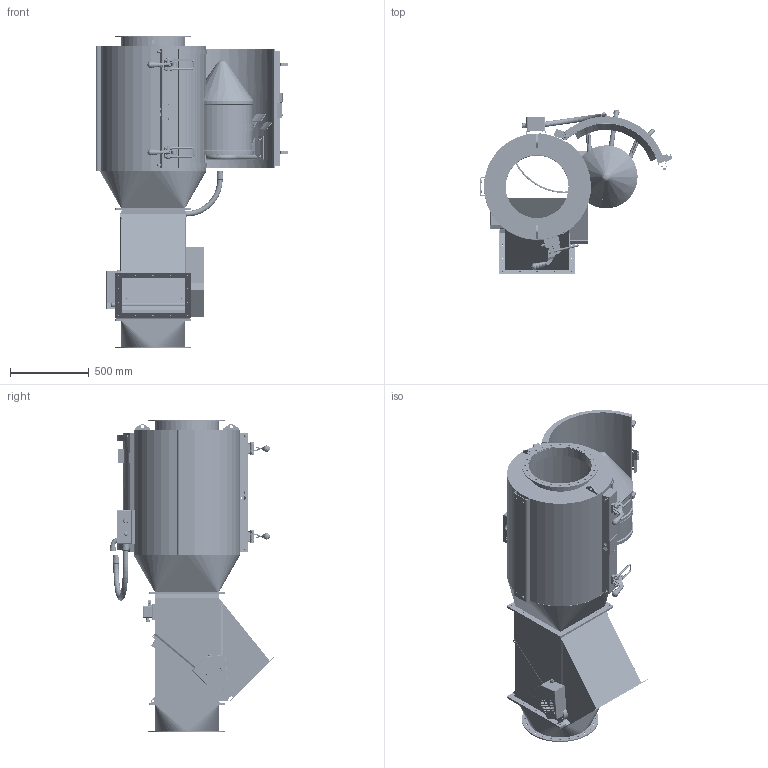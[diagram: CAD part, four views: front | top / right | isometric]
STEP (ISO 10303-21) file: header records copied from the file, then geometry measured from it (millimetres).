
FILE_DESCRIPTION(/* description */ (''),/* implementation_level */ '2;1');
FILE_NAME(/* name */ 'SPAA001065 - Customer.stp',/* time_stamp */ '2014-02-17T13:33:43+01:00',/* author */ ('bs'),/* organization */ (''),/* preprocessor_version */ 'ST-DEVELOPER v15.2',/* originating_system */ 'Autodesk Inventor 2014',/* authorisation */ '');
FILE_SCHEMA (('AUTOMOTIVE_DESIGN { 1 0 10303 214 3 1 1 }'));
Products named in the file (1): SPAA001065 - Customer
Bounding box: 1220.35 x 1046.66 x 1983 mm (x, y, z)
Volume: 48241403 mm3; surface area: 16889219.9 mm2
Topology: 49 solids, 53 shells, 10520 faces, 27403 edges, 17840 vertices
Faces by surface type: plane 6027, cylinder 2101, bspline 1600, cone 584, torus 177, sphere 31
Full cylindrical faces by diameter (mm): 2 x8, 2.459 x3, 2.5 x4, 3.242 x14, 3.3 x2, 3.5 x2, 4.134 x5, 4.6 x14, 4.917 x29, 5 x2, 5.5 x3, 5.8 x1, 5.9 x1, 6 x11, 6.5 x5, 6.647 x26, 7 x2, 7.16 x1, 7.4 x2, 7.48 x1, 7.5 x4, 8 x37, 8.2 x2, 8.331 x1, 8.376 x11, 8.4 x3, 8.566 x5, 8.667 x1, 8.75 x3, 9 x45
Entity records: 365112 total; most frequent: CARTESIAN_POINT 112435, ORIENTED_EDGE 51972, DIRECTION 44674, EDGE_CURVE 25727, VERTEX_POINT 17015, LINE 16310, VECTOR 16310, AXIS2_PLACEMENT_3D 14182
